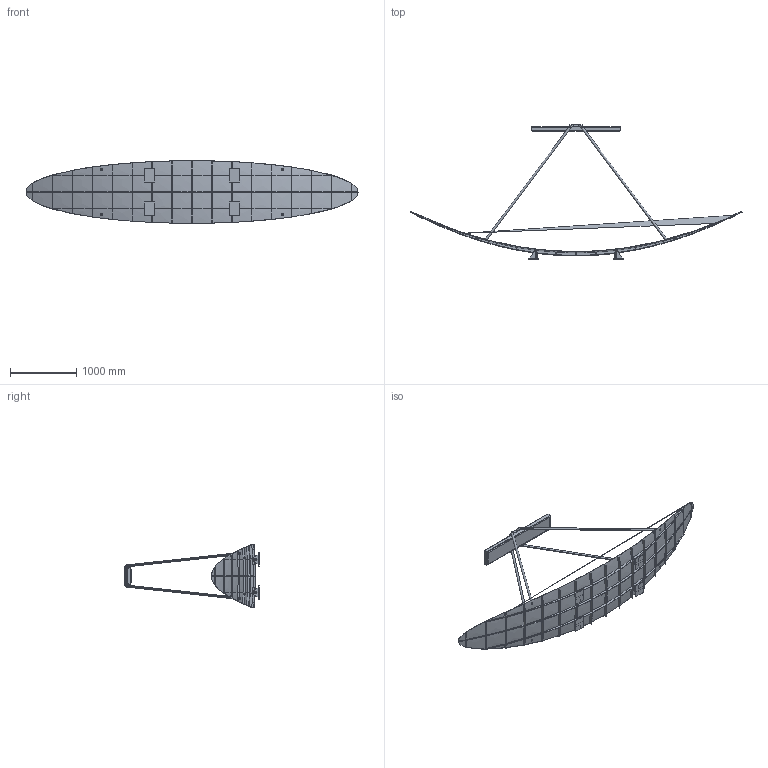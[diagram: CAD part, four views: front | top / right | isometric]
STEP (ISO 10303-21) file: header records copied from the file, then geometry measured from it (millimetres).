
FILE_DESCRIPTION (( 'STEP AP214' ), '1' );
FILE_NAME ('Ref_Ant_Assembly_wo_Box.STEP', '2021-05-17T08:45:31', ( '' ), ( '' ), 'SwSTEP 2.0', 'SolidWorks 2020', '' );
FILE_SCHEMA (( 'AUTOMOTIVE_DESIGN' ));
Length unit declared in the file: millimetre
Products named in the file (4): Ref_Mount; Ant_Array; Ref_Ant_Assembly_wo_Box; Ref_Ribs
Assembly tree (6 placements, depth 2):
  Ref_Ant_Assembly_wo_Box
    Ref_Mount  x4
    Ref_Ribs
    Ant_Array
Bounding box: 5000 x 2029.38 x 943 mm (x, y, z)
Volume: 28141156.4 mm3; surface area: 12842830.9 mm2
Topology: 6 solids, 11 shells, 648 faces, 1696 edges, 1086 vertices
Faces by surface type: plane 398, cylinder 128, bspline 98, torus 20, cone 4
Entity records: 18682 total; most frequent: CARTESIAN_POINT 8472, ORIENTED_EDGE 2464, DIRECTION 1474, EDGE_CURVE 1232, VERTEX_POINT 810, B_SPLINE_CURVE_WITH_KNOTS 604, EDGE_LOOP 510, VECTOR 502
